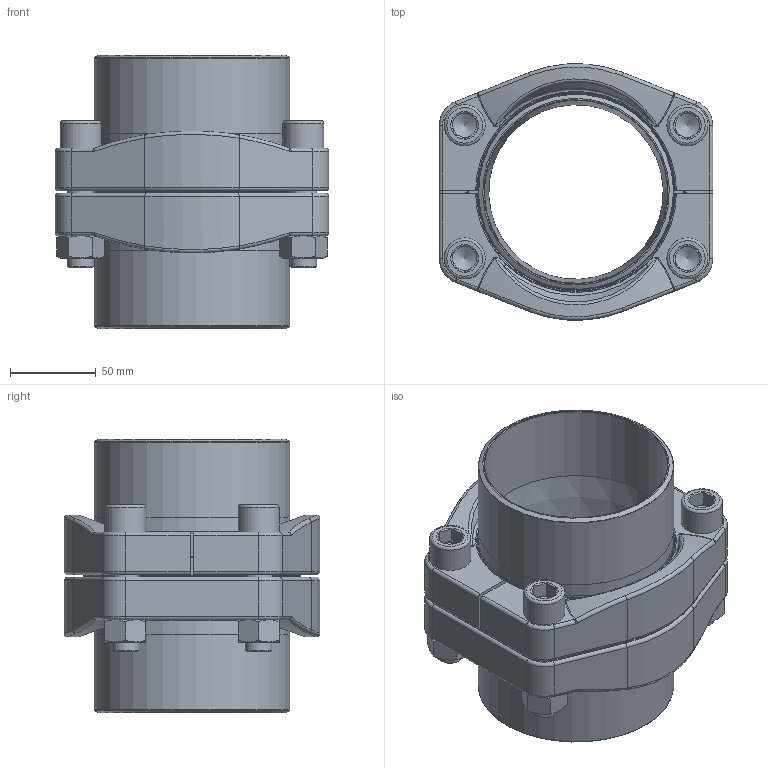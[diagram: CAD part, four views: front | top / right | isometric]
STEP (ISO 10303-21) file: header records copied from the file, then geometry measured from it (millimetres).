
FILE_DESCRIPTION(/* description */ (''),/* implementation_level */ '2;1');
FILE_NAME(/* name */ 'AFK102-314.stp',/* time_stamp */ '2025-01-09T08:44:25+01:00',/* author */ (''),/* organization */ (''),/* preprocessor_version */ 'ST-DEVELOPER v16',/* originating_system */ 'SIEMENS PLM Software NX 10.0',/* authorisation */ '');
FILE_SCHEMA (('AUTOMOTIVE_DESIGN { 1 0 10303 214 3 1 1 1 }'));
Length unit declared in the file: millimetre
Products named in the file (9): X-AFH102-3_einzel; X-FM16; X-AFV102-3; X-AFK102-3; X-M16x70I; X-O110-1; X-AFA102-3; X-AFH102-3; AFK102-3
Assembly tree (15 placements, depth 3):
  AFK102-3
    X-AFH102-3
      X-AFH102-3_einzel  x2
    X-AFA102-3
    X-O110-1
    X-M16x70I  x4
    X-AFK102-3
    X-AFV102-3
    X-FM16  x4
Bounding box: 160 x 149.65 x 160 mm (x, y, z)
Volume: 822660.1 mm3; surface area: 261338.6 mm2
Topology: 14 solids, 14 shells, 432 faces, 931 edges, 534 vertices
Faces by surface type: cone 135, plane 127, cylinder 78, torus 63, bspline 24, sphere 4, revolution 1
Full cylindrical faces by diameter (mm): 14.344 x4, 15.682 x4, 17 x8, 24 x4, 102 x2, 107.1 x2, 109.934 x1, 114.25 x2, 114.3 x2, 115.1 x1, 117.7 x1, 127 x2, 127.8 x1
Entity records: 6836 total; most frequent: CARTESIAN_POINT 2003, DIRECTION 1029, ORIENTED_EDGE 822, AXIS2_PLACEMENT_3D 467, EDGE_CURVE 411, EDGE_LOOP 320, VERTEX_POINT 275, CIRCLE 243
